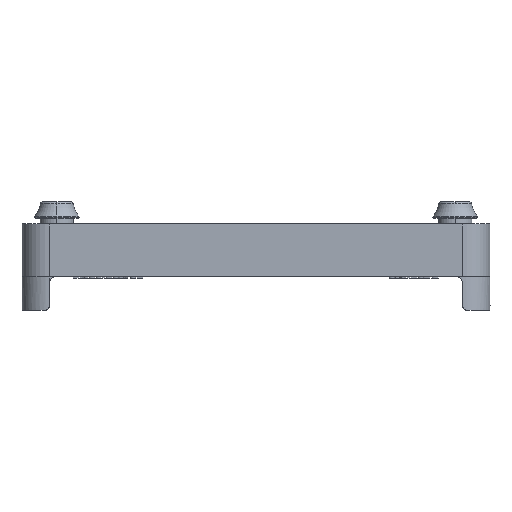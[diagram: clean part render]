
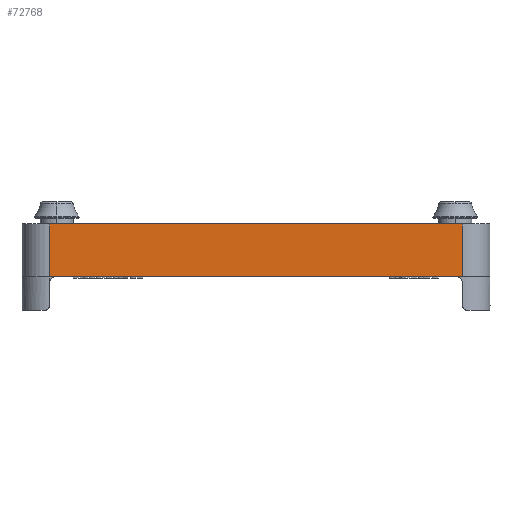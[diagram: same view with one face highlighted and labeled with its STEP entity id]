
A CAD part, left-side view. The second image highlights one B-rep face of the part: STEP entity #72768.
In plain terms, the highlighted planar face has unit normal (-1, 0, 0).
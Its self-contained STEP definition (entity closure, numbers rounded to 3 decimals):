
#1200=CARTESIAN_POINT('',(-42.0,36.968,-2.0));
#1201=VERTEX_POINT('',#1200);
#4759=CARTESIAN_POINT('',(-42.0,-36.968,-2.0));
#4760=VERTEX_POINT('',#4759);
#4768=CARTESIAN_POINT('',(-42.0,-36.968,-2.0));
#4769=DIRECTION('',(0.0,1.0,0.0));
#4770=VECTOR('',#4769,73.937);
#4771=LINE('',#4768,#4770);
#4772=EDGE_CURVE('',#4760,#1201,#4771,.T.);
#70911=CARTESIAN_POINT('',(-42.0,-37.0,-2.0));
#70912=VERTEX_POINT('',#70911);
#70920=CARTESIAN_POINT('',(-42.0,-37.0,-2.0));
#70921=DIRECTION('',(0.0,1.0,0.0));
#70922=VECTOR('',#70921,0.032);
#70923=LINE('',#70920,#70922);
#70924=EDGE_CURVE('',#70912,#4760,#70923,.T.);
#71269=CARTESIAN_POINT('',(-42.0,37.,-2.0));
#71270=VERTEX_POINT('',#71269);
#71288=CARTESIAN_POINT('',(-42.0,36.968,-2.0));
#71289=DIRECTION('',(0.0,1.0,0.0));
#71290=VECTOR('',#71289,0.032);
#71291=LINE('',#71288,#71290);
#71292=EDGE_CURVE('',#1201,#71270,#71291,.T.);
#72736=CARTESIAN_POINT('',(-42.0,-37.0,-2.0));
#72737=DIRECTION('',(-1.0,0.0,0.0));
#72738=DIRECTION('',(0.0,0.0,1.0));
#72739=AXIS2_PLACEMENT_3D('',#72736,#72737,#72738);
#72740=PLANE('',#72739);
#72741=CARTESIAN_POINT('',(-42.0,-37.0,7.5));
#72742=VERTEX_POINT('',#72741);
#72743=CARTESIAN_POINT('',(-42.0,-37.0,-2.0));
#72744=DIRECTION('',(0.0,0.0,1.0));
#72745=VECTOR('',#72744,9.5);
#72746=LINE('',#72743,#72745);
#72747=EDGE_CURVE('',#70912,#72742,#72746,.T.);
#72748=ORIENTED_EDGE('',*,*,#72747,.T.);
#72749=CARTESIAN_POINT('',(-42.0,37.,7.5));
#72750=VERTEX_POINT('',#72749);
#72751=CARTESIAN_POINT('',(-42.0,-37.0,7.5));
#72752=DIRECTION('',(0.0,1.0,0.0));
#72753=VECTOR('',#72752,74.0);
#72754=LINE('',#72751,#72753);
#72755=EDGE_CURVE('',#72742,#72750,#72754,.T.);
#72756=ORIENTED_EDGE('',*,*,#72755,.T.);
#72757=CARTESIAN_POINT('',(-42.0,37.,-2.0));
#72758=DIRECTION('',(0.0,0.0,1.0));
#72759=VECTOR('',#72758,9.5);
#72760=LINE('',#72757,#72759);
#72761=EDGE_CURVE('',#71270,#72750,#72760,.T.);
#72762=ORIENTED_EDGE('',*,*,#72761,.F.);
#72763=ORIENTED_EDGE('',*,*,#71292,.F.);
#72764=ORIENTED_EDGE('',*,*,#4772,.F.);
#72765=ORIENTED_EDGE('',*,*,#70924,.F.);
#72766=EDGE_LOOP('',(#72748,#72756,#72762,#72763,#72764,#72765));
#72767=FACE_OUTER_BOUND('',#72766,.T.);
#72768=ADVANCED_FACE('',(#72767),#72740,.T.);
